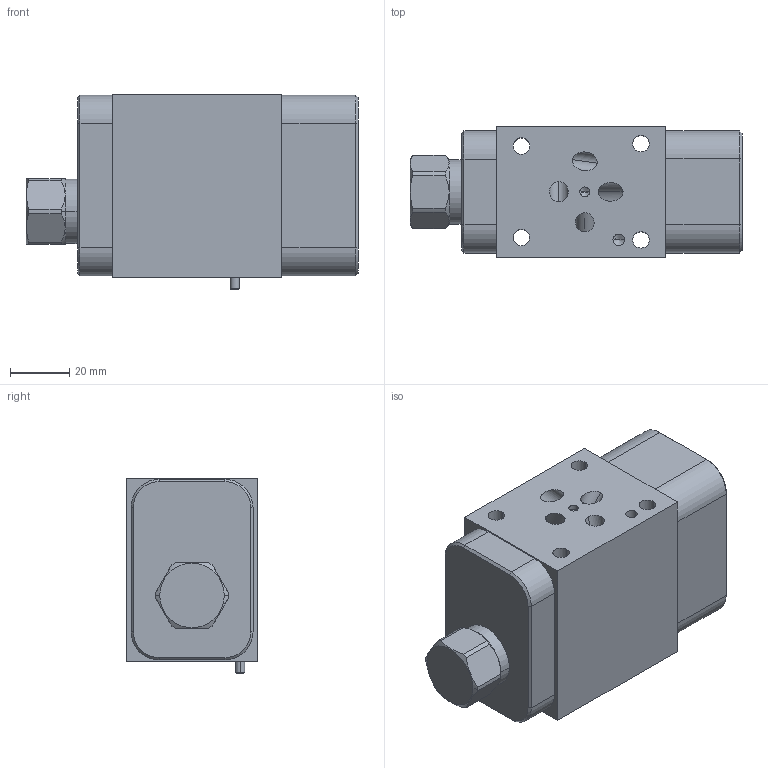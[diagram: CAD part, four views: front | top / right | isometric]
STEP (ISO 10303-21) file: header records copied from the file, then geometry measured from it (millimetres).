
FILE_DESCRIPTION((''),'2;1');
FILE_NAME('Z3O_ASM','2020-10-29T',('ProEService'),(''),'PRO/ENGINEER BY PARAMETRIC TECHNOLOGY CORPORATION, 2014200','PRO/ENGINEER BY PARAMETRIC TECHNOLOGY CORPORATION, 2014200','');
FILE_SCHEMA(('CONFIG_CONTROL_DESIGN'));
Length unit declared in the file: inch
Products named in the file (6): 153-850; CXDAXCN; 811-001-006; 500-001-012; 700-002; Z3O_ASM
Assembly tree (5 placements, depth 2):
  Z3O_ASM
    153-850
    CXDAXCN
    811-001-006
    500-001-012
    700-002
Bounding box: 112.32 x 44.45 x 66.24 mm (x, y, z)
Volume: 222749.3 mm3; surface area: 45405.4 mm2
Topology: 5 solids, 5 shells, 285 faces, 966 edges, 825 vertices
Faces by surface type: cylinder 121, plane 63, cone 56, torus 20, bspline 11, revolution 8, sphere 6
Entity records: 17235 total; most frequent: CARTESIAN_POINT 9056, DIRECTION 1655, ORIENTED_EDGE 1390, EDGE_CURVE 695, AXIS2_PLACEMENT_3D 559, VECTOR 529, LINE 529, VERTEX_POINT 438
